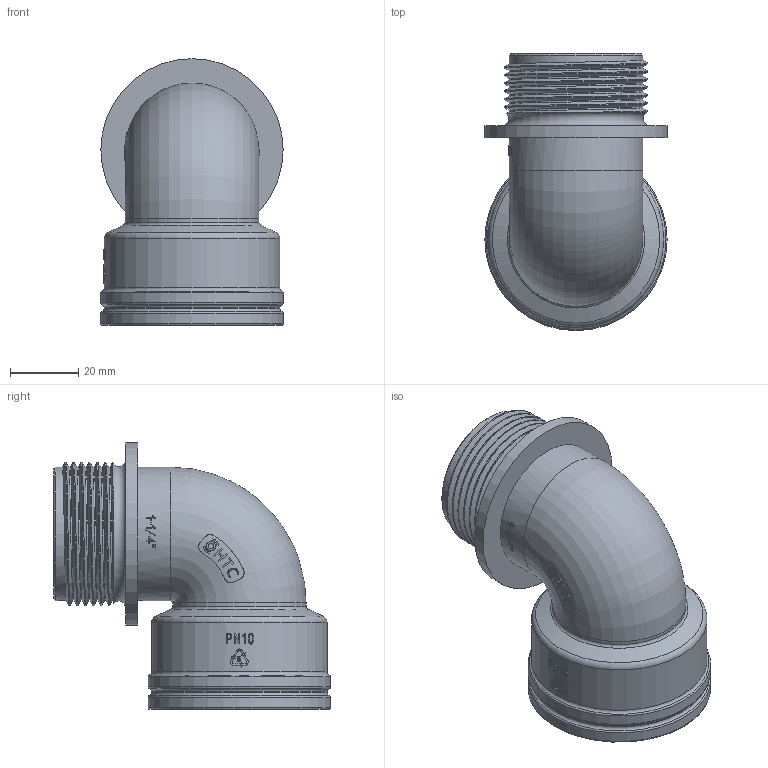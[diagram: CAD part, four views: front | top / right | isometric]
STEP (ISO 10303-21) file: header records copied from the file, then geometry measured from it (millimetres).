
FILE_DESCRIPTION(/* description */ (''),/* implementation_level */ '2;1');
FILE_NAME(/* name */ '1-1-4弯.stp',/* time_stamp */ '2025-03-22T17:22:49+08:00',/* author */ (''),/* organization */ (''),/* preprocessor_version */ 'ST-DEVELOPER v16.7',/* originating_system */ 'SIEMENS PLM Software NX 12.0',/* authorisation */ '');
FILE_SCHEMA (('AUTOMOTIVE_DESIGN { 1 0 10303 214 3 1 1 1 }'));
Length unit declared in the file: millimetre
Products named in the file (1): Admi832CE1CEime3
Bounding box: 53.53 x 81.31 x 78.28 mm (x, y, z)
Volume: 62380.5 mm3; surface area: 31522.8 mm2
Topology: 1 solids, 1 shells, 479 faces, 1368 edges, 916 vertices
Faces by surface type: plane 348, cylinder 67, extrusion 28, torus 21, bspline 9, cone 6
Full cylindrical faces by diameter (mm): 1.56 x1, 2.699 x1, 30.3 x2, 39.188 x8, 39.39 x9, 42.42 x1, 51.51 x2, 53.53 x3
Entity records: 19480 total; most frequent: CARTESIAN_POINT 7463, ORIENTED_EDGE 2584, DIRECTION 2515, EDGE_CURVE 1292, AXIS2_PLACEMENT_3D 1024, VERTEX_POINT 891, EDGE_LOOP 521, ELLIPSE 485
